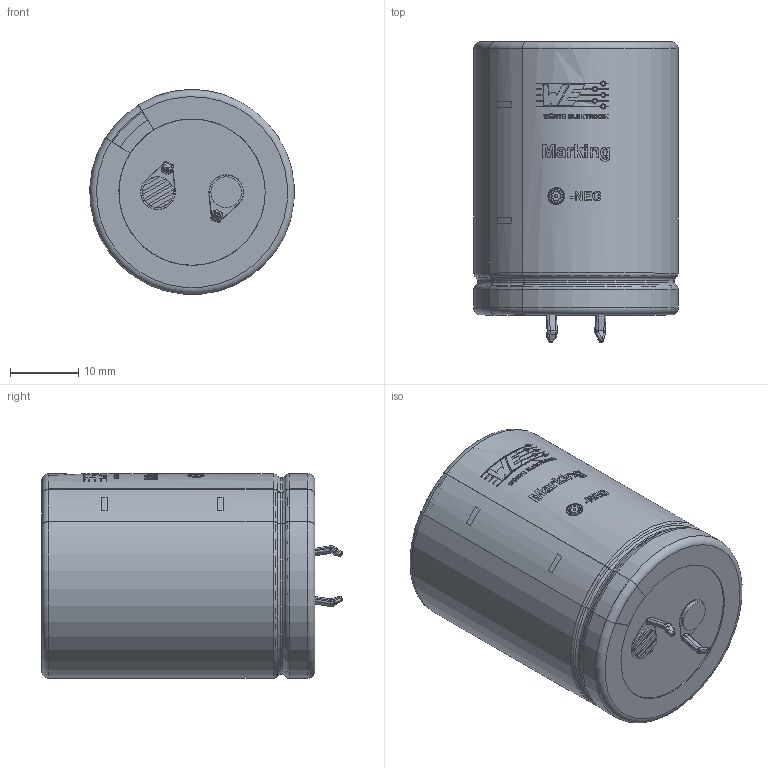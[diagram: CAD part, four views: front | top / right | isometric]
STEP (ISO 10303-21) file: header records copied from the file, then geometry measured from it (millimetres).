
FILE_DESCRIPTION(/* description */ ('Unknown'),/* implementation_level */ '2;1');
FILE_NAME(/* name */ '30x40',/* time_stamp */ '2021-04-13T12:11:12+02:00',/* author */ ('Unknown'),/* organization */ ('Unknown'),/* preprocessor_version */ 'ST-DEVELOPER v16.7',/* originating_system */ 'Solid Edge',/* authorisation */ 'Unknown');
FILE_SCHEMA (('AUTOMOTIVE_DESIGN {1 0 10303 214 3 1 1}'));
Length unit declared in the file: millimetre
Products named in the file (1): 30x40
Bounding box: 29.95 x 44.01 x 29.96 mm (x, y, z)
Volume: 27531.7 mm3; surface area: 14734 mm2
Topology: 1 solids, 2 shells, 600 faces, 1506 edges, 968 vertices
Faces by surface type: plane 309, cylinder 124, bspline 120, torus 31, sphere 16
Full cylindrical faces by diameter (mm): 4.5 x2, 21.429 x1, 22.286 x1, 24.857 x1, 28.286 x1, 29.58 x2, 29.6 x2
Entity records: 25056 total; most frequent: CARTESIAN_POINT 8987, ORIENTED_EDGE 2914, DIRECTION 1554, EDGE_CURVE 1457, B_SPLINE_CURVE_WITH_KNOTS 1047, VERTEX_POINT 962, EDGE_LOOP 701, FACE_BOUND 701
